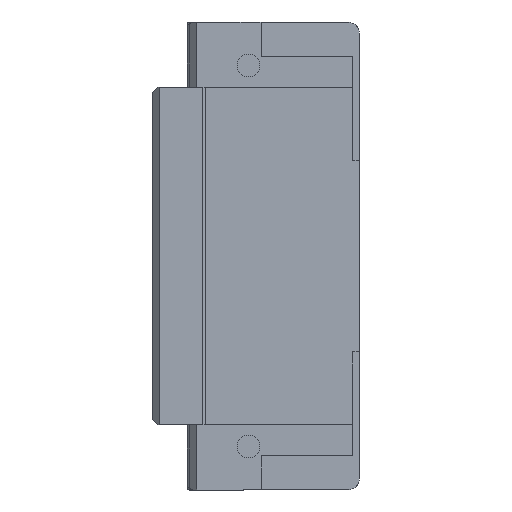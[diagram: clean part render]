
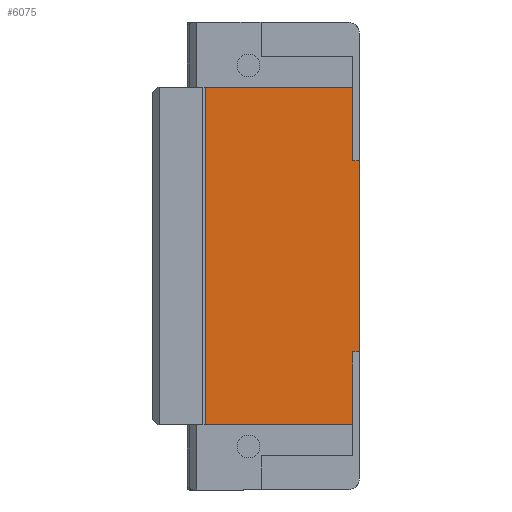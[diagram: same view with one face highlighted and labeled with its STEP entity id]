
A CAD part, left-side view. The second image highlights one B-rep face of the part: STEP entity #6075.
In plain terms, the highlighted planar face has unit normal (-1, 0, 0).
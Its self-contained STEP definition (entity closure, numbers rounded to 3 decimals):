
#211 = PLANE ( 'NONE',  #4472 ) ;
#223 = CARTESIAN_POINT ( 'NONE',  ( -16.7, -4.7, 40.3 ) ) ;
#233 = DIRECTION ( 'NONE',  ( 1., 0., 0. ) ) ;
#234 = DIRECTION ( 'NONE',  ( 0., 0., -1. ) ) ;
#1855 = LINE ( 'NONE', #15127, #1856 ) ;
#1856 = VECTOR ( 'NONE', #15128, 1000. ) ;
#2014 = VECTOR ( 'NONE', #10938, 1000. ) ;
#2015 = LINE ( 'NONE', #10937, #2014 ) ;
#2029 = LINE ( 'NONE', #10943, #2041 ) ;
#2031 = LINE ( 'NONE', #10939, #2037 ) ;
#2032 = LINE ( 'NONE', #10936, #2033 ) ;
#2033 = VECTOR ( 'NONE', #10940, 1000. ) ;
#2034 = LINE ( 'NONE', #10947, #2047 ) ;
#2035 = LINE ( 'NONE', #10941, #2036 ) ;
#2036 = VECTOR ( 'NONE', #10942, 1000. ) ;
#2037 = VECTOR ( 'NONE', #10944, 1000. ) ;
#2039 = LINE ( 'NONE', #10945, #2040 ) ;
#2040 = VECTOR ( 'NONE', #10946, 1000. ) ;
#2041 = VECTOR ( 'NONE', #10948, 1000. ) ;
#2047 = VECTOR ( 'NONE', #10954, 1000. ) ;
#3684 = CARTESIAN_POINT ( 'NONE',  ( -16.7, -4.7, 8.7 ) ) ;
#3807 = CARTESIAN_POINT ( 'NONE',  ( -16.7, -3.9, 40.3 ) ) ;
#3815 = CARTESIAN_POINT ( 'NONE',  ( -16.7, 13.7, 0. ) ) ;
#3835 = CARTESIAN_POINT ( 'NONE',  ( -16.7, -3.9, 31.55 ) ) ;
#3913 = CARTESIAN_POINT ( 'NONE',  ( -16.7, -4.7, 31.55 ) ) ;
#4015 = CARTESIAN_POINT ( 'NONE',  ( -16.7, -3.9, 0. ) ) ;
#4031 = CARTESIAN_POINT ( 'NONE',  ( -16.7, -3.9, 8.7 ) ) ;
#4093 = CARTESIAN_POINT ( 'NONE',  ( -16.7, 13.7, 40.3 ) ) ;
#4472 = AXIS2_PLACEMENT_3D ( 'NONE', #223, #233, #234 ) ;
#4959 = ORIENTED_EDGE ( 'NONE', *, *, #14088, .F. ) ;
#4960 = ORIENTED_EDGE ( 'NONE', *, *, #14087, .F. ) ;
#4961 = ORIENTED_EDGE ( 'NONE', *, *, #14084, .T. ) ;
#4962 = ORIENTED_EDGE ( 'NONE', *, *, #14089, .T. ) ;
#4963 = ORIENTED_EDGE ( 'NONE', *, *, #14085, .F. ) ;
#4964 = ORIENTED_EDGE ( 'NONE', *, *, #14086, .F. ) ;
#4965 = ORIENTED_EDGE ( 'NONE', *, *, #13940, .F. ) ;
#4966 = ORIENTED_EDGE ( 'NONE', *, *, #14092, .F. ) ;
#5835 = FACE_OUTER_BOUND ( 'NONE', #10745, .T. ) ;
#6075 = ADVANCED_FACE ( 'NONE', ( #5835 ), #211, .F. ) ;
#6321 = VERTEX_POINT ( 'NONE', #3684 ) ;
#10745 = EDGE_LOOP ( 'NONE', ( #4959, #4960, #4961, #4962, #4963, #4964, #4965, #4966 ) ) ;
#10936 = CARTESIAN_POINT ( 'NONE',  ( -16.7, -3.9, 40.3 ) ) ;
#10937 = CARTESIAN_POINT ( 'NONE',  ( -16.7, 13.7, 40.3 ) ) ;
#10938 = DIRECTION ( 'NONE',  ( 0., 0., -1. ) ) ;
#10939 = CARTESIAN_POINT ( 'NONE',  ( -16.7, -4.7, 40.3 ) ) ;
#10940 = DIRECTION ( 'NONE',  ( 0., 0., -1. ) ) ;
#10941 = CARTESIAN_POINT ( 'NONE',  ( -16.7, -4.7, 8.7 ) ) ;
#10942 = DIRECTION ( 'NONE',  ( 0., 1., 0. ) ) ;
#10943 = CARTESIAN_POINT ( 'NONE',  ( -16.7, -4.7, 0. ) ) ;
#10944 = DIRECTION ( 'NONE',  ( 0., -1., 0. ) ) ;
#10945 = CARTESIAN_POINT ( 'NONE',  ( -16.7, -3.9, 40.3 ) ) ;
#10946 = DIRECTION ( 'NONE',  ( 0., 0., -1. ) ) ;
#10947 = CARTESIAN_POINT ( 'NONE',  ( -16.7, -4.7, 31.55 ) ) ;
#10948 = DIRECTION ( 'NONE',  ( 0., -1., 0. ) ) ;
#10954 = DIRECTION ( 'NONE',  ( 0., -1., 0. ) ) ;
#12871 = VERTEX_POINT ( 'NONE', #3807 ) ;
#12887 = VERTEX_POINT ( 'NONE', #3815 ) ;
#12937 = VERTEX_POINT ( 'NONE', #3835 ) ;
#13083 = VERTEX_POINT ( 'NONE', #3913 ) ;
#13278 = VERTEX_POINT ( 'NONE', #4015 ) ;
#13306 = VERTEX_POINT ( 'NONE', #4031 ) ;
#13440 = VERTEX_POINT ( 'NONE', #4093 ) ;
#13940 = EDGE_CURVE ( 'NONE', #13083, #6321, #1855, .T. ) ;
#14084 = EDGE_CURVE ( 'NONE', #13440, #12887, #2015, .T. ) ;
#14085 = EDGE_CURVE ( 'NONE', #13306, #13278, #2032, .T. ) ;
#14086 = EDGE_CURVE ( 'NONE', #6321, #13306, #2035, .T. ) ;
#14087 = EDGE_CURVE ( 'NONE', #13440, #12871, #2031, .T. ) ;
#14088 = EDGE_CURVE ( 'NONE', #12871, #12937, #2039, .T. ) ;
#14089 = EDGE_CURVE ( 'NONE', #12887, #13278, #2029, .T. ) ;
#14092 = EDGE_CURVE ( 'NONE', #12937, #13083, #2034, .T. ) ;
#15127 = CARTESIAN_POINT ( 'NONE',  ( -16.7, -4.7, 40.3 ) ) ;
#15128 = DIRECTION ( 'NONE',  ( 0., 0., -1. ) ) ;
